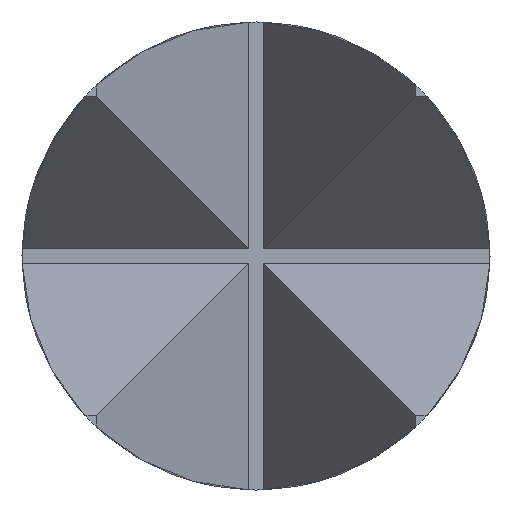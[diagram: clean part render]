
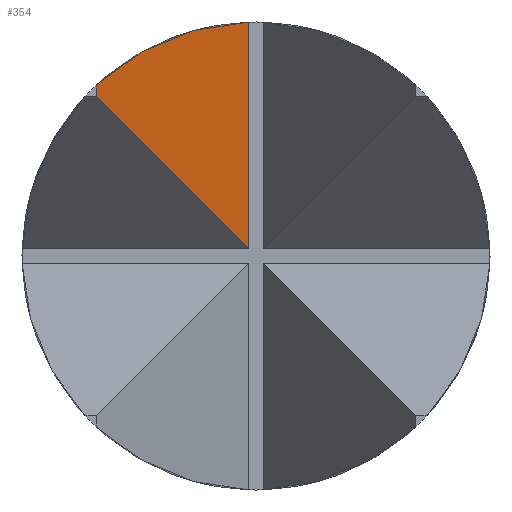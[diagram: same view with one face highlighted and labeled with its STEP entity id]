
A CAD part, left-side view. The second image highlights one B-rep face of the part: STEP entity #354.
In plain terms, the highlighted planar face has unit normal (-0.5, -0.866, 0).
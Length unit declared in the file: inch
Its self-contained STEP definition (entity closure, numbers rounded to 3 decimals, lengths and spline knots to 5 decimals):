
#48 = ORIENTED_EDGE ( 'NONE', *, *, #1543, .F. ) ;
#50 = ORIENTED_EDGE ( 'NONE', *, *, #1437, .T. ) ;
#133 = EDGE_CURVE ( 'NONE', #1165, #1221, #901, .T. ) ;
#147 = EDGE_CURVE ( 'NONE', #1506, #1221, #900, .T. ) ;
#214 = VECTOR ( 'NONE', #1376, 39.37008 ) ;
#247 = CARTESIAN_POINT ( 'NONE',  ( -0.5165, 0.02121, 0.02121 ) ) ;
#256 = CARTESIAN_POINT ( 'NONE',  ( -0.4815, 0.001, 0.001 ) ) ;
#264 = CARTESIAN_POINT ( 'NONE',  ( -0.4815, 0.001, 0.03108 ) ) ;
#291 = CARTESIAN_POINT ( 'NONE',  ( -0.4815, 0.001, 0.93316 ) ) ;
#322 =( BOUNDED_CURVE ( )  B_SPLINE_CURVE ( 3, ( #1416, #1010, #1343, #1340 ),
 .UNSPECIFIED., .F., .T. ) 
 B_SPLINE_CURVE_WITH_KNOTS ( ( 4, 4 ),
 ( 0.82043, 1.53864 ),
 .UNSPECIFIED. ) 
 CURVE ( )  GEOMETRIC_REPRESENTATION_ITEM ( )  RATIONAL_B_SPLINE_CURVE ( ( 1., 0.957, 0.957, 1. ) ) 
 REPRESENTATION_ITEM ( '' )  );
#350 = PLANE ( 'NONE',  #1154 ) ;
#354 = ADVANCED_FACE ( 'NONE', ( #990 ), #350, .T. ) ;
#405 = DIRECTION ( 'NONE',  ( 0., 0., -1. ) ) ;
#588 = CARTESIAN_POINT ( 'NONE',  ( -0.80441, 0.18743, 0.18743 ) ) ;
#740 = LINE ( 'NONE', #1040, #214 ) ;
#821 = DIRECTION ( 'NONE',  ( -0.5, -0.866, 0. ) ) ;
#834 = VERTEX_POINT ( 'NONE', #1014 ) ;
#888 = VECTOR ( 'NONE', #405, 39.37008 ) ;
#891 = VECTOR ( 'NONE', #1528, 39.37008 ) ;
#900 = LINE ( 'NONE', #1024, #888 ) ;
#901 = LINE ( 'NONE', #588, #891 ) ;
#933 = EDGE_LOOP ( 'NONE', ( #50, #1008, #1419, #48 ) ) ;
#990 = FACE_OUTER_BOUND ( 'NONE', #933, .T. ) ;
#1008 = ORIENTED_EDGE ( 'NONE', *, *, #133, .T. ) ;
#1010 = CARTESIAN_POINT ( 'NONE',  ( -0.50686, 0.01564, 0.02794 ) ) ;
#1014 = CARTESIAN_POINT ( 'NONE',  ( -0.5165, 0.02121, 0.02275 ) ) ;
#1024 = CARTESIAN_POINT ( 'NONE',  ( -0.4815, 0.001, 0.93316 ) ) ;
#1040 = CARTESIAN_POINT ( 'NONE',  ( -0.5165, 0.02121, 0.93316 ) ) ;
#1154 = AXIS2_PLACEMENT_3D ( 'NONE', #291, #821, #1369 ) ;
#1165 = VERTEX_POINT ( 'NONE', #247 ) ;
#1221 = VERTEX_POINT ( 'NONE', #256 ) ;
#1340 = CARTESIAN_POINT ( 'NONE',  ( -0.4815, 0.001, 0.03108 ) ) ;
#1343 = CARTESIAN_POINT ( 'NONE',  ( -0.49467, 0.00861, 0.03084 ) ) ;
#1369 = DIRECTION ( 'NONE',  ( 0.866, -0.5, 0. ) ) ;
#1376 = DIRECTION ( 'NONE',  ( 0., 0., -1. ) ) ;
#1416 = CARTESIAN_POINT ( 'NONE',  ( -0.5165, 0.02121, 0.02275 ) ) ;
#1419 = ORIENTED_EDGE ( 'NONE', *, *, #147, .F. ) ;
#1437 = EDGE_CURVE ( 'NONE', #834, #1165, #740, .T. ) ;
#1506 = VERTEX_POINT ( 'NONE', #264 ) ;
#1528 = DIRECTION ( 'NONE',  ( 0.775, -0.447, -0.447 ) ) ;
#1543 = EDGE_CURVE ( 'NONE', #834, #1506, #322, .T. ) ;
